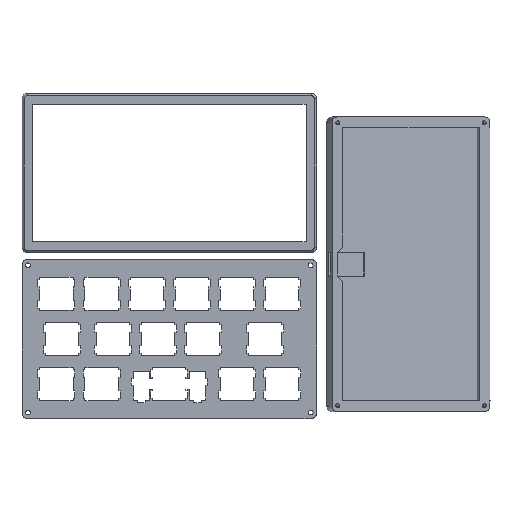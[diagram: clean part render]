
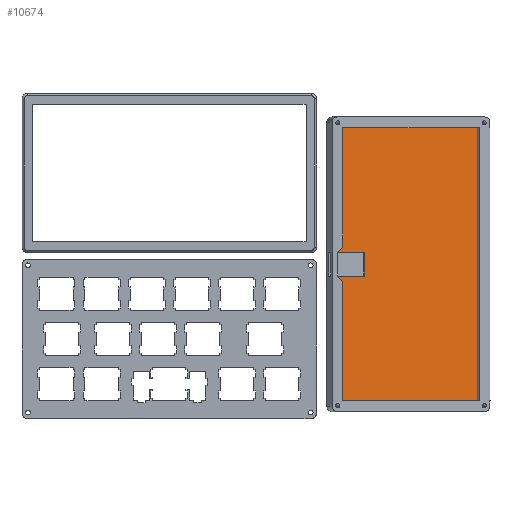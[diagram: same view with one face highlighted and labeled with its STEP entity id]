
A CAD part, top view. The second image highlights one B-rep face of the part: STEP entity #10674.
In plain terms, the highlighted face is planar.
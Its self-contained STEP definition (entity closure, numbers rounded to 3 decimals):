
#661=FACE_OUTER_BOUND('',#1228,.T.);
#1228=EDGE_LOOP('',(#9483,#9484,#9485,#9486,#9487,#9488,#9489,#9490,#9491,
#9492));
#2661=LINE('',#16768,#4109);
#2662=LINE('',#16770,#4110);
#2663=LINE('',#16772,#4111);
#2664=LINE('',#16774,#4112);
#2665=LINE('',#16776,#4113);
#2666=LINE('',#16778,#4114);
#2667=LINE('',#16780,#4115);
#2668=LINE('',#16782,#4116);
#2669=LINE('',#16784,#4117);
#2670=LINE('',#16785,#4118);
#4109=VECTOR('',#13723,10.);
#4110=VECTOR('',#13724,10.);
#4111=VECTOR('',#13725,10.);
#4112=VECTOR('',#13726,10.);
#4113=VECTOR('',#13727,10.);
#4114=VECTOR('',#13728,10.);
#4115=VECTOR('',#13729,10.);
#4116=VECTOR('',#13730,10.);
#4117=VECTOR('',#13731,10.);
#4118=VECTOR('',#13732,10.);
#5116=VERTEX_POINT('',#16766);
#5117=VERTEX_POINT('',#16767);
#5118=VERTEX_POINT('',#16769);
#5119=VERTEX_POINT('',#16771);
#5120=VERTEX_POINT('',#16773);
#5121=VERTEX_POINT('',#16775);
#5122=VERTEX_POINT('',#16777);
#5123=VERTEX_POINT('',#16779);
#5124=VERTEX_POINT('',#16781);
#5125=VERTEX_POINT('',#16783);
#6584=EDGE_CURVE('',#5116,#5117,#2661,.T.);
#6585=EDGE_CURVE('',#5117,#5118,#2662,.T.);
#6586=EDGE_CURVE('',#5118,#5119,#2663,.T.);
#6587=EDGE_CURVE('',#5120,#5119,#2664,.T.);
#6588=EDGE_CURVE('',#5121,#5120,#2665,.T.);
#6589=EDGE_CURVE('',#5122,#5121,#2666,.T.);
#6590=EDGE_CURVE('',#5123,#5122,#2667,.T.);
#6591=EDGE_CURVE('',#5124,#5123,#2668,.T.);
#6592=EDGE_CURVE('',#5125,#5124,#2669,.T.);
#6593=EDGE_CURVE('',#5116,#5125,#2670,.T.);
#9483=ORIENTED_EDGE('',*,*,#6584,.T.);
#9484=ORIENTED_EDGE('',*,*,#6585,.T.);
#9485=ORIENTED_EDGE('',*,*,#6586,.T.);
#9486=ORIENTED_EDGE('',*,*,#6587,.F.);
#9487=ORIENTED_EDGE('',*,*,#6588,.F.);
#9488=ORIENTED_EDGE('',*,*,#6589,.F.);
#9489=ORIENTED_EDGE('',*,*,#6590,.F.);
#9490=ORIENTED_EDGE('',*,*,#6591,.F.);
#9491=ORIENTED_EDGE('',*,*,#6592,.F.);
#9492=ORIENTED_EDGE('',*,*,#6593,.F.);
#10168=PLANE('',#11263);
#10674=ADVANCED_FACE('',(#661),#10168,.T.);
#11263=AXIS2_PLACEMENT_3D('',#16765,#13721,#13722);
#13721=DIRECTION('center_axis',(0.,0.,1.));
#13722=DIRECTION('ref_axis',(1.,0.,0.));
#13723=DIRECTION('',(0.,-1.,0.));
#13724=DIRECTION('',(-1.,0.,0.));
#13725=DIRECTION('',(0.,1.,0.));
#13726=DIRECTION('',(0.707,0.707,0.));
#13727=DIRECTION('',(1.,0.,0.));
#13728=DIRECTION('',(0.,1.,0.));
#13729=DIRECTION('',(-1.,0.,0.));
#13730=DIRECTION('',(0.,-1.,0.));
#13731=DIRECTION('',(1.,0.,0.));
#13732=DIRECTION('',(0.707,-0.707,0.));
#16765=CARTESIAN_POINT('Origin',(62.245,33.71,-6.5));
#16766=CARTESIAN_POINT('',(67.244,65.048,-6.5));
#16767=CARTESIAN_POINT('',(67.244,52.285,-6.5));
#16768=CARTESIAN_POINT('',(67.244,65.607,-6.5));
#16769=CARTESIAN_POINT('',(57.244,52.285,-6.5));
#16770=CARTESIAN_POINT('',(62.244,52.285,-6.5));
#16771=CARTESIAN_POINT('',(57.244,65.048,-6.5));
#16772=CARTESIAN_POINT('',(57.244,65.607,-6.5));
#16773=CARTESIAN_POINT('',(55.007,62.81,-6.5));
#16774=CARTESIAN_POINT('',(49.541,57.345,-6.5));
#16775=CARTESIAN_POINT('',(4.57,62.81,-6.5));
#16776=CARTESIAN_POINT('',(33.407,62.81,-6.5));
#16777=CARTESIAN_POINT('',(4.57,4.61,-6.5));
#16778=CARTESIAN_POINT('',(4.57,19.16,-6.5));
#16779=CARTESIAN_POINT('',(119.919,4.61,-6.5));
#16780=CARTESIAN_POINT('',(91.082,4.61,-6.5));
#16781=CARTESIAN_POINT('',(119.919,62.81,-6.5));
#16782=CARTESIAN_POINT('',(119.919,48.26,-6.5));
#16783=CARTESIAN_POINT('',(69.482,62.81,-6.5));
#16784=CARTESIAN_POINT('',(64.744,62.81,-6.5));
#16785=CARTESIAN_POINT('',(73.829,58.463,-6.5));
